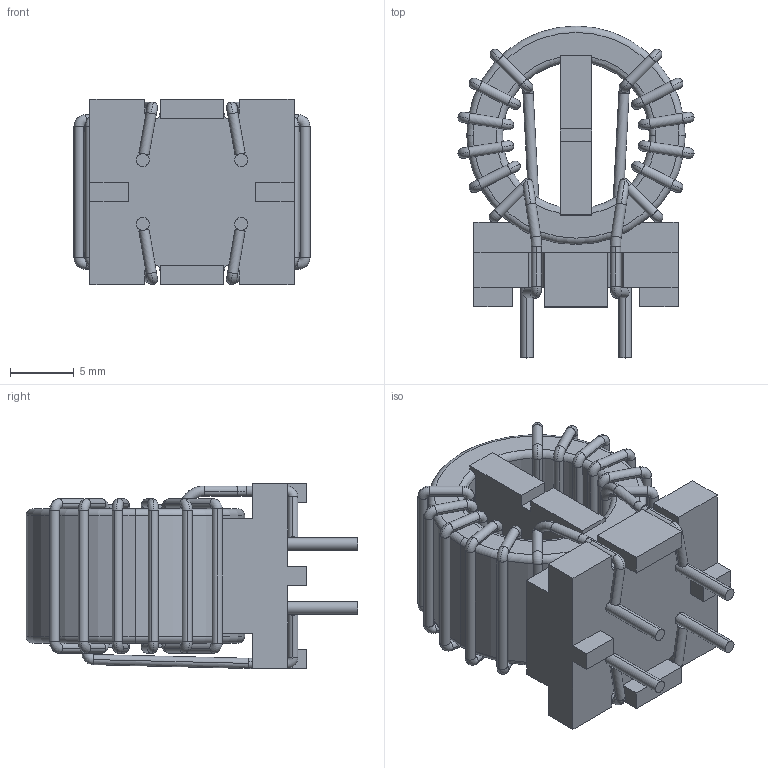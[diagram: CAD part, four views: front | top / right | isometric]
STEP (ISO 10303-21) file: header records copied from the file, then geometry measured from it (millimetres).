
FILE_DESCRIPTION (( 'STEP AP214' ), '1' );
FILE_NAME ('7448.STEP', '2021-07-22T20:20:30', ( '' ), ( '' ), 'SwSTEP 2.0', 'SolidWorks 2017', '' );
FILE_SCHEMA (( 'AUTOMOTIVE_DESIGN' ));
Length unit declared in the file: millimetre
Products named in the file (1): 7448
Bounding box: 18.5 x 26 x 14.5 mm (x, y, z)
Volume: 2745 mm3; surface area: 3356.9 mm2
Topology: 18 solids, 18 shells, 353 faces, 1011 edges, 656 vertices
Faces by surface type: cylinder 164, torus 124, plane 65
Entity records: 12192 total; most frequent: DIRECTION 2327, CARTESIAN_POINT 2215, ORIENTED_EDGE 1998, AXIS2_PLACEMENT_3D 1004, EDGE_CURVE 999, VERTEX_POINT 656, CIRCLE 650, EDGE_LOOP 355
